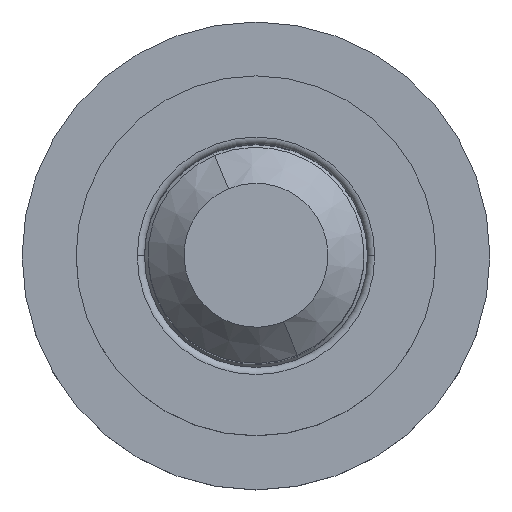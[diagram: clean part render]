
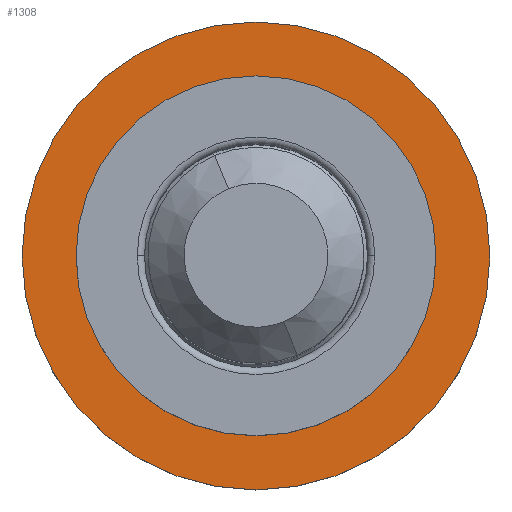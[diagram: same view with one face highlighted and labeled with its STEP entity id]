
A CAD part, top view. The second image highlights one B-rep face of the part: STEP entity #1308.
In plain terms, the highlighted planar face has unit normal (0, 0, 1).
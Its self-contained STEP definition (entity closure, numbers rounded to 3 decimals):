
#74 = CIRCLE ( 'NONE', #2551, 6.5 ) ;
#193 = CIRCLE ( 'NONE', #455, 5. ) ;
#213 = DIRECTION ( 'NONE',  ( 0., 0., 1. ) ) ;
#290 = ORIENTED_EDGE ( 'NONE', *, *, #993, .F. ) ;
#328 = DIRECTION ( 'NONE',  ( 1., 0., 0. ) ) ;
#410 = PLANE ( 'NONE',  #426 ) ;
#426 = AXIS2_PLACEMENT_3D ( 'NONE', #996, #1819, #328 ) ;
#455 = AXIS2_PLACEMENT_3D ( 'NONE', #2464, #213, #1853 ) ;
#469 = CIRCLE ( 'NONE', #1371, 5. ) ;
#628 = CIRCLE ( 'NONE', #1949, 6.5 ) ;
#637 = CARTESIAN_POINT ( 'NONE',  ( -16.001, -0.137, 16.4 ) ) ;
#638 = VERTEX_POINT ( 'NONE', #1414 ) ;
#708 = FACE_OUTER_BOUND ( 'NONE', #2330, .T. ) ;
#777 = EDGE_CURVE ( 'NONE', #2264, #638, #628, .T. ) ;
#993 = EDGE_CURVE ( 'NONE', #1638, #1327, #469, .T. ) ;
#996 = CARTESIAN_POINT ( 'NONE',  ( -11.001, -0.137, 16.4 ) ) ;
#1177 = FACE_BOUND ( 'NONE', #1506, .T. ) ;
#1210 = CARTESIAN_POINT ( 'NONE',  ( -9.501, -0.137, 16.4 ) ) ;
#1266 = DIRECTION ( 'NONE',  ( 1., 0., 0. ) ) ;
#1288 = EDGE_CURVE ( 'NONE', #1327, #1638, #193, .T. ) ;
#1308 = ADVANCED_FACE ( 'NONE', ( #708, #1177 ), #410, .T. ) ;
#1327 = VERTEX_POINT ( 'NONE', #1644 ) ;
#1352 = DIRECTION ( 'NONE',  ( 0., 0., 1. ) ) ;
#1358 = CARTESIAN_POINT ( 'NONE',  ( -21.001, -0.137, 16.4 ) ) ;
#1371 = AXIS2_PLACEMENT_3D ( 'NONE', #2492, #1887, #2125 ) ;
#1414 = CARTESIAN_POINT ( 'NONE',  ( -22.501, -0.137, 16.4 ) ) ;
#1506 = EDGE_LOOP ( 'NONE', ( #2619, #290 ) ) ;
#1609 = ORIENTED_EDGE ( 'NONE', *, *, #2545, .T. ) ;
#1638 = VERTEX_POINT ( 'NONE', #1358 ) ;
#1644 = CARTESIAN_POINT ( 'NONE',  ( -11.001, -0.137, 16.4 ) ) ;
#1819 = DIRECTION ( 'NONE',  ( 0., 0., 1. ) ) ;
#1853 = DIRECTION ( 'NONE',  ( 1., 0., 0. ) ) ;
#1887 = DIRECTION ( 'NONE',  ( 0., 0., 1. ) ) ;
#1949 = AXIS2_PLACEMENT_3D ( 'NONE', #2481, #2267, #1266 ) ;
#2004 = DIRECTION ( 'NONE',  ( 1., 0., 0. ) ) ;
#2125 = DIRECTION ( 'NONE',  ( 1., 0., 0. ) ) ;
#2264 = VERTEX_POINT ( 'NONE', #1210 ) ;
#2267 = DIRECTION ( 'NONE',  ( 0., 0., 1. ) ) ;
#2330 = EDGE_LOOP ( 'NONE', ( #2442, #1609 ) ) ;
#2442 = ORIENTED_EDGE ( 'NONE', *, *, #777, .T. ) ;
#2464 = CARTESIAN_POINT ( 'NONE',  ( -16.001, -0.137, 16.4 ) ) ;
#2481 = CARTESIAN_POINT ( 'NONE',  ( -16.001, -0.137, 16.4 ) ) ;
#2492 = CARTESIAN_POINT ( 'NONE',  ( -16.001, -0.137, 16.4 ) ) ;
#2545 = EDGE_CURVE ( 'NONE', #638, #2264, #74, .T. ) ;
#2551 = AXIS2_PLACEMENT_3D ( 'NONE', #637, #1352, #2004 ) ;
#2619 = ORIENTED_EDGE ( 'NONE', *, *, #1288, .F. ) ;
